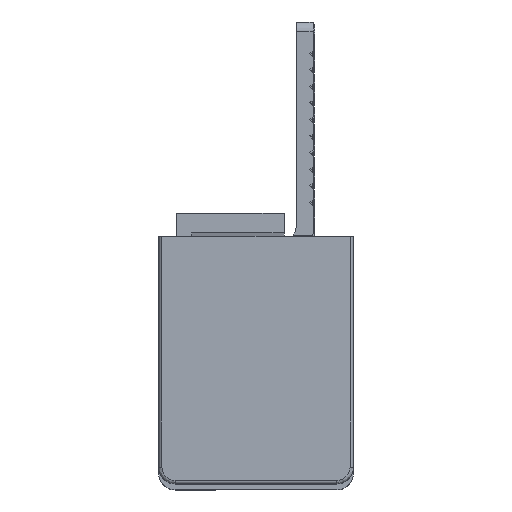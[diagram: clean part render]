
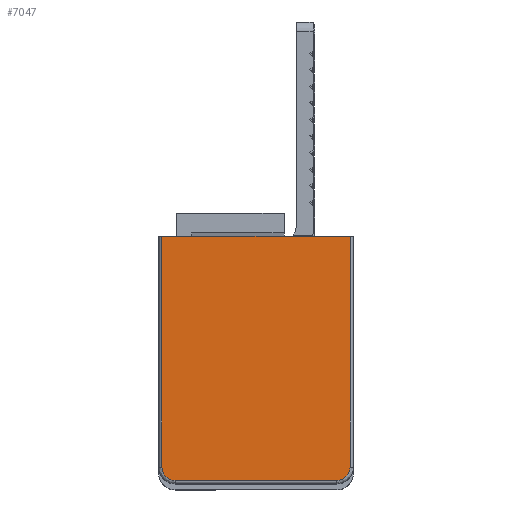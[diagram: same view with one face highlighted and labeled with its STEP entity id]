
A CAD part, top view. The second image highlights one B-rep face of the part: STEP entity #7047.
In plain terms, the highlighted planar face has unit normal (0, 0, 1).
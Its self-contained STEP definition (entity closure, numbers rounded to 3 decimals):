
#3443 = CARTESIAN_POINT ( 'NONE',  ( 9.7, -0.4, 219. ) ) ;
#3446 = DIRECTION ( 'NONE',  ( 0., 0., -1. ) ) ;
#3448 = DIRECTION ( 'NONE',  ( -1., 0., 0. ) ) ;
#3466 = PLANE ( 'NONE',  #12232 ) ;
#3486 = FACE_OUTER_BOUND ( 'NONE', #8587, .T. ) ;
#4529 = VECTOR ( 'NONE', #17926, 1000. ) ;
#4985 = VECTOR ( 'NONE', #19719, 1000. ) ;
#5009 = VECTOR ( 'NONE', #19705, 1000. ) ;
#5011 = VECTOR ( 'NONE', #19776, 1000. ) ;
#7047 = ADVANCED_FACE ( 'NONE', ( #3486 ), #3466, .F. ) ;
#7864 = EDGE_CURVE ( 'NONE', #14077, #14098, #17948, .T. ) ;
#8230 = EDGE_CURVE ( 'NONE', #14106, #14043, #16149, .T. ) ;
#8264 = EDGE_CURVE ( 'NONE', #14099, #14049, #16148, .T. ) ;
#8383 = EDGE_CURVE ( 'NONE', #14077, #14099, #19711, .T. ) ;
#8404 = EDGE_CURVE ( 'NONE', #14049, #14106, #19701, .T. ) ;
#8411 = EDGE_CURVE ( 'NONE', #14043, #14098, #19764, .T. ) ;
#8587 = EDGE_LOOP ( 'NONE', ( #12799, #12783, #12813, #12775, #12803, #12771 ) ) ;
#12232 = AXIS2_PLACEMENT_3D ( 'NONE', #3443, #3446, #3448 ) ;
#12771 = ORIENTED_EDGE ( 'NONE', *, *, #8230, .F. ) ;
#12775 = ORIENTED_EDGE ( 'NONE', *, *, #7864, .T. ) ;
#12783 = ORIENTED_EDGE ( 'NONE', *, *, #8264, .F. ) ;
#12799 = ORIENTED_EDGE ( 'NONE', *, *, #8404, .F. ) ;
#12803 = ORIENTED_EDGE ( 'NONE', *, *, #8411, .F. ) ;
#12813 = ORIENTED_EDGE ( 'NONE', *, *, #8383, .F. ) ;
#14043 = VERTEX_POINT ( 'NONE', #21906 ) ;
#14049 = VERTEX_POINT ( 'NONE', #21914 ) ;
#14077 = VERTEX_POINT ( 'NONE', #21935 ) ;
#14098 = VERTEX_POINT ( 'NONE', #21959 ) ;
#14099 = VERTEX_POINT ( 'NONE', #21982 ) ;
#14106 = VERTEX_POINT ( 'NONE', #22000 ) ;
#16148 =( BOUNDED_CURVE ( )  B_SPLINE_CURVE ( 3, ( #19417, #19429, #19394, #19406 ),
 .UNSPECIFIED., .F., .T. ) 
 B_SPLINE_CURVE_WITH_KNOTS ( ( 4, 4 ),
 ( 0., 1. ),
 .UNSPECIFIED. ) 
 CURVE ( )  GEOMETRIC_REPRESENTATION_ITEM ( )  RATIONAL_B_SPLINE_CURVE ( ( 1., 0.805, 0.805, 1. ) ) 
 REPRESENTATION_ITEM ( '' )  );
#16149 =( BOUNDED_CURVE ( )  B_SPLINE_CURVE ( 3, ( #19265, #19266, #19252, #19246 ),
 .UNSPECIFIED., .F., .T. ) 
 B_SPLINE_CURVE_WITH_KNOTS ( ( 4, 4 ),
 ( 0., 1. ),
 .UNSPECIFIED. ) 
 CURVE ( )  GEOMETRIC_REPRESENTATION_ITEM ( )  RATIONAL_B_SPLINE_CURVE ( ( 1., 0.805, 0.805, 1. ) ) 
 REPRESENTATION_ITEM ( '' )  );
#17926 = DIRECTION ( 'NONE',  ( -1., 0., 0. ) ) ;
#17948 = LINE ( 'NONE', #17962, #4529 ) ;
#17962 = CARTESIAN_POINT ( 'NONE',  ( 10.7, 13.6, 219. ) ) ;
#19246 = CARTESIAN_POINT ( 'NONE',  ( -0.9, -0.4, 219. ) ) ;
#19252 = CARTESIAN_POINT ( 'NONE',  ( -0.9, -0.869, 219. ) ) ;
#19265 = CARTESIAN_POINT ( 'NONE',  ( -0.1, -1.2, 219. ) ) ;
#19266 = CARTESIAN_POINT ( 'NONE',  ( -0.569, -1.2, 219. ) ) ;
#19394 = CARTESIAN_POINT ( 'NONE',  ( 10.169, -1.2, 219. ) ) ;
#19406 = CARTESIAN_POINT ( 'NONE',  ( 9.7, -1.2, 219. ) ) ;
#19417 = CARTESIAN_POINT ( 'NONE',  ( 10.5, -0.4, 219. ) ) ;
#19429 = CARTESIAN_POINT ( 'NONE',  ( 10.5, -0.869, 219. ) ) ;
#19685 = CARTESIAN_POINT ( 'NONE',  ( 10.5, -0.4, 219. ) ) ;
#19701 = LINE ( 'NONE', #19704, #5009 ) ;
#19704 = CARTESIAN_POINT ( 'NONE',  ( 9.7, -1.2, 219. ) ) ;
#19705 = DIRECTION ( 'NONE',  ( -1., 0., 0. ) ) ;
#19711 = LINE ( 'NONE', #19685, #4985 ) ;
#19719 = DIRECTION ( 'NONE',  ( 0., -1., 0. ) ) ;
#19762 = CARTESIAN_POINT ( 'NONE',  ( -0.9, -0.4, 219. ) ) ;
#19764 = LINE ( 'NONE', #19762, #5011 ) ;
#19776 = DIRECTION ( 'NONE',  ( 0., 1., 0. ) ) ;
#21906 = CARTESIAN_POINT ( 'NONE',  ( -0.9, -0.4, 219. ) ) ;
#21914 = CARTESIAN_POINT ( 'NONE',  ( 9.7, -1.2, 219. ) ) ;
#21935 = CARTESIAN_POINT ( 'NONE',  ( 10.5, 13.6, 219. ) ) ;
#21959 = CARTESIAN_POINT ( 'NONE',  ( -0.9, 13.6, 219. ) ) ;
#21982 = CARTESIAN_POINT ( 'NONE',  ( 10.5, -0.4, 219. ) ) ;
#22000 = CARTESIAN_POINT ( 'NONE',  ( -0.1, -1.2, 219. ) ) ;
